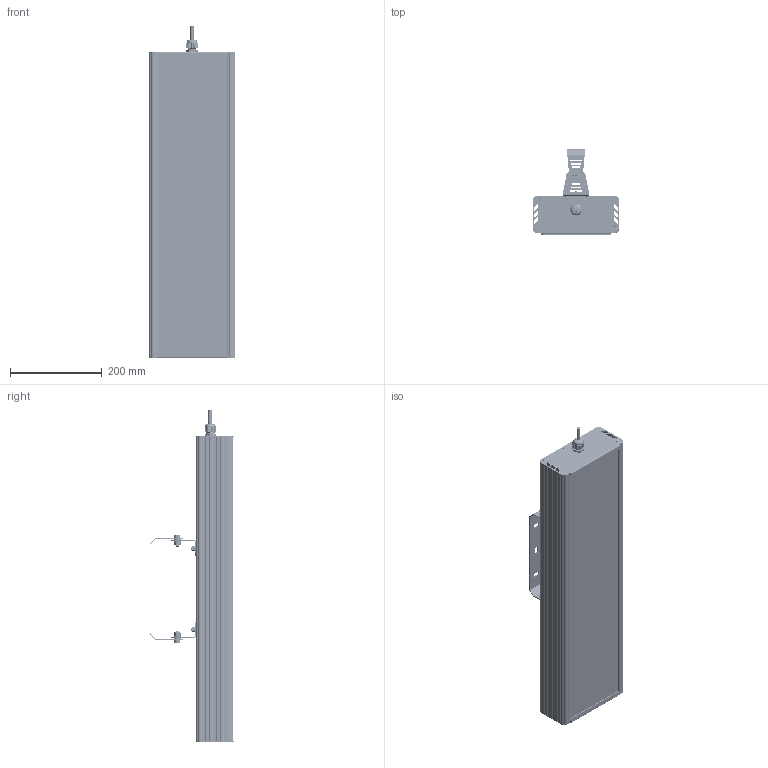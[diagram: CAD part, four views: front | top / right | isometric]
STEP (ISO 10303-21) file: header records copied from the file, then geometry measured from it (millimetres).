
FILE_DESCRIPTION(('STEP AP214'), '1');
FILE_NAME('001.0079.84.000 - ÃÑÏ-Ýêñòðà-Îïòèê-140', '2023-11-02T14:15:01', ('Ëóêîíèí'), ('ÎÊÁ Ñâîé Ñòèëü'), 'C3D Converter', 'C3D Toolkit', '');
FILE_SCHEMA(('AUTOMOTIVE_DESIGN { 1 0 10303 214 3 1 1}'));
Length unit declared in the file: millimetre
Products named in the file (41): 001.0079.84.000
Assembly tree (77 placements, depth 4):
  001.0079.84.000
    (unnamed)
      (unnamed)
      (unnamed)
      (unnamed)
      (unnamed)  x6
      (unnamed)  x6
      (unnamed)
      (unnamed)
      (unnamed)
      (unnamed)
        (unnamed)
      (unnamed)  x14
        (unnamed)
        (unnamed)
        (unnamed)
        (unnamed)
        (unnamed)
        (unnamed)
        (unnamed)
        (unnamed)
        (unnamed)
        (unnamed)
    (unnamed)
      (unnamed)  x2
      (unnamed)
      (unnamed)
      (unnamed)
      (unnamed)
      (unnamed)
      (unnamed)
      (unnamed)  x2
      (unnamed)
      (unnamed)
      (unnamed)
      (unnamed)
      (unnamed)
      (unnamed)
      (unnamed)
      (unnamed)
      (unnamed)
Bounding box: 187.37 x 184.65 x 722.43 mm (x, y, z)
Volume: 2258840.7 mm3; surface area: 1691283 mm2
Topology: 501 solids, 501 shells, 7272 faces, 16913 edges, 11309 vertices
Faces by surface type: plane 5054, cylinder 1778, bspline 237, cone 178, sphere 14, torus 11
Full cylindrical faces by diameter (mm): 1 x14, 2 x28, 2.5 x56, 2.8 x350, 3.2 x14, 3.5 x84, 4 x12, 6 x4, 6.375 x2, 8 x16, 8.5 x8, 9 x182, 12 x3, 12.5 x1, 13.333 x2, 16 x5, 18.5 x3, 20 x1, 23.5 x1
Entity records: 112506 total; most frequent: CARTESIAN_POINT 51797, ORIENTED_EDGE 11236, DIRECTION 10434, EDGE_CURVE 5618, VERTEX_POINT 3842, AXIS2_PLACEMENT_3D 3550, LINE 3334, VECTOR 3334
